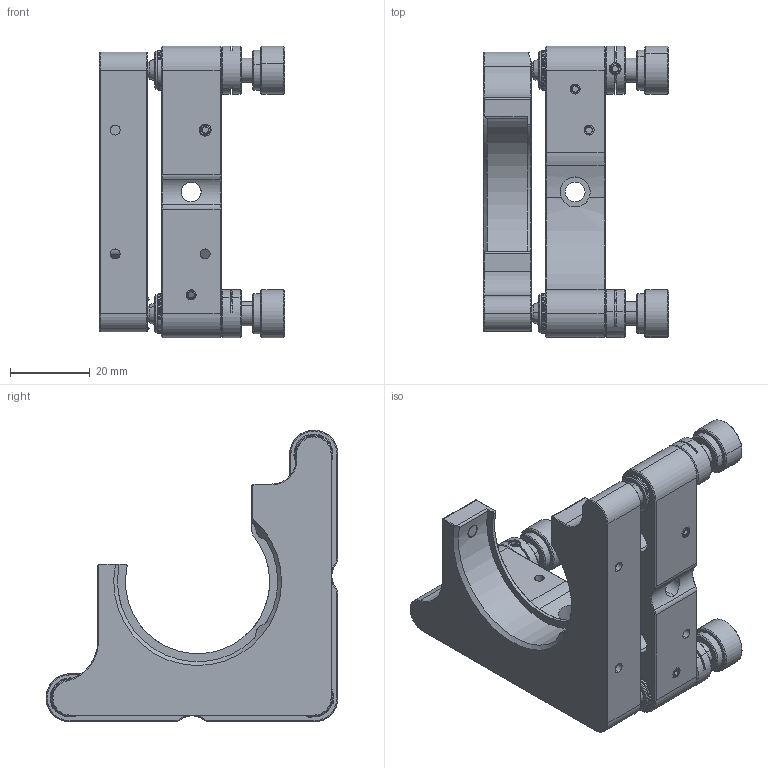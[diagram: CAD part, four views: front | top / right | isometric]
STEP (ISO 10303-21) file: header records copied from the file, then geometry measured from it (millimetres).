
FILE_DESCRIPTION (( 'STEP AP203' ), '1' );
FILE_NAME ('1.1.2.3_ZJK-1.5-3_光学调整架，开口式，用于φ1.5英寸光学元件，三轴.STEP', '2023-02-11T04:41:56', ( '' ), ( '' ), 'SwSTEP 2.0', 'SolidWorks 2021', '' );
FILE_SCHEMA (( 'CONFIG_CONTROL_DESIGN' ));
Length unit declared in the file: millimetre
Products named in the file (1): 1.1.2.3_ZJK-1.5-3_光学调整架，开口式，用于φ1.5英寸光学元件，三轴
Bounding box: 46.43 x 73 x 73 mm (x, y, z)
Surface area: 22640.8 mm2 (no closed solid volume)
Topology: 0 solids, 37 shells, 504 faces, 1367 edges, 879 vertices
Faces by surface type: plane 163, cylinder 161, cone 161, sphere 13, torus 6
Entity records: 17235 total; most frequent: CARTESIAN_POINT 4505, DIRECTION 2788, ORIENTED_EDGE 2396, EDGE_CURVE 1341, AXIS2_PLACEMENT_3D 1101, VERTEX_POINT 870, CIRCLE 596, EDGE_LOOP 592
